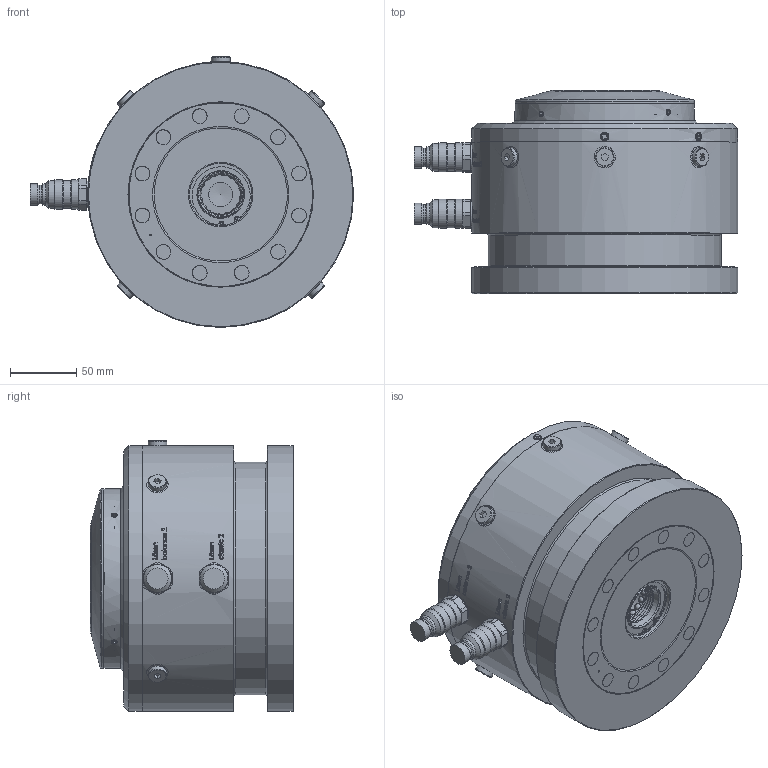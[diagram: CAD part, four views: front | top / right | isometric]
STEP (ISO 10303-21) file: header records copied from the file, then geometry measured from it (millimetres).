
FILE_DESCRIPTION (( 'STEP AP214' ), '1' );
FILE_NAME ('STARK_801 252_B.STEP', '2020-11-04T15:40:44', ( '' ), ( '' ), 'SwSTEP 2.0', 'SolidWorks 2019', '' );
FILE_SCHEMA (( 'AUTOMOTIVE_DESIGN' ));
Length unit declared in the file: millimetre
Products named in the file (1): STARK_801 252_B
Bounding box: 243.2 x 153 x 203.8 mm (x, y, z)
Volume: 4099132.1 mm3; surface area: 194060.6 mm2
Topology: 1 solids, 31 shells, 2017 faces, 5027 edges, 3323 vertices
Faces by surface type: plane 858, bspline 606, cylinder 280, cone 193, torus 48, sphere 32
Full cylindrical faces by diameter (mm): 1 x2, 1.8 x2, 2.5 x2, 3 x1, 3.3 x1, 4.8 x32, 5 x2, 5.2 x16, 6.8 x2, 7 x2, 11.055 x12, 13.1 x2, 14 x7, 16 x9, 21 x6, 22 x4, 30.4 x6, 33.141 x2, 35 x2, 46.95 x1, 47 x2, 48.5 x1, 50 x1, 85 x1, 85.1 x1, 134.8 x1, 135 x1, 139 x1, 139.1 x1, 175 x1
Entity records: 97777 total; most frequent: CARTESIAN_POINT 48432, ORIENTED_EDGE 9362, DIRECTION 6511, EDGE_CURVE 4681, VERTEX_POINT 3227, EDGE_LOOP 2528, LINE 2379, VECTOR 2379
